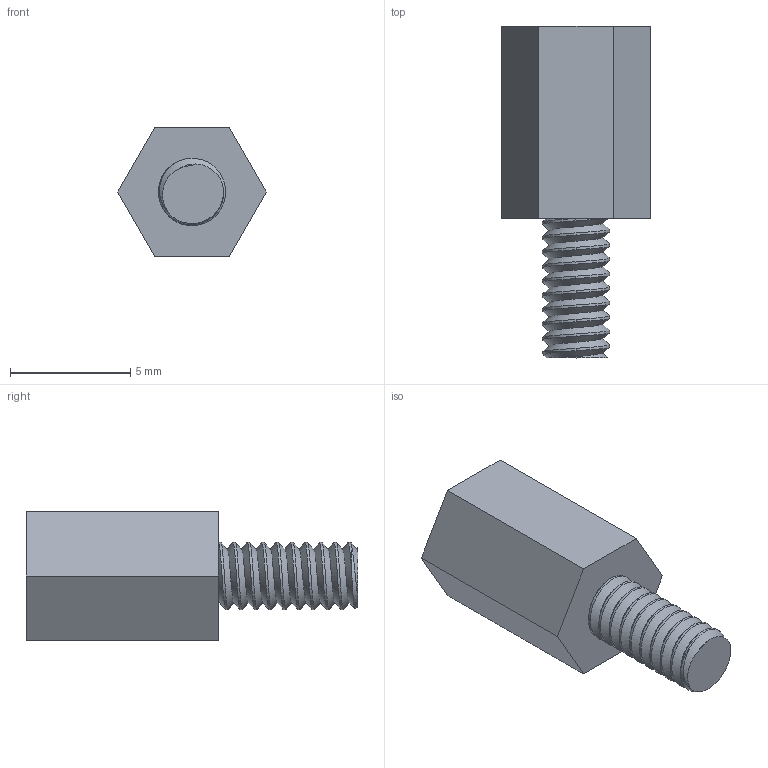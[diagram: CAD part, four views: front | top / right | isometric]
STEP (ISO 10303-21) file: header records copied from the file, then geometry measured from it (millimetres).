
FILE_DESCRIPTION (( 'STEP AP214' ), '1' );
FILE_NAME ('Nylon standoff M3x8mm.STEP', '2021-06-04T11:04:52', ( '' ), ( '' ), 'SwSTEP 2.0', 'SolidWorks 2016', '' );
FILE_SCHEMA (( 'AUTOMOTIVE_DESIGN' ));
Length unit declared in the file: millimetre
Products named in the file (2): Nylon standoff M3x8mm
Bounding box: 6.18 x 13.8 x 5.35 mm (x, y, z)
Volume: 200.4 mm3; surface area: 333 mm2
Topology: 1 solids, 1 shells, 54 faces, 148 edges, 98 vertices
Faces by surface type: cylinder 38, plane 10, bspline 5, cone 1
Entity records: 3944 total; most frequent: CARTESIAN_POINT 2791, ORIENTED_EDGE 296, DIRECTION 166, EDGE_CURVE 148, VERTEX_POINT 98, AXIS2_PLACEMENT_3D 56, EDGE_LOOP 56, FACE_OUTER_BOUND 54
